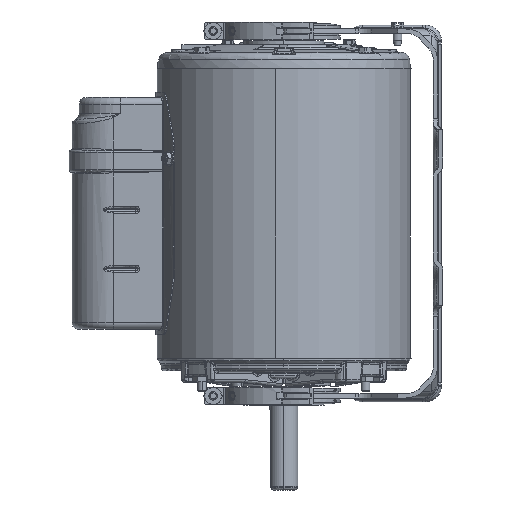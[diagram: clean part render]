
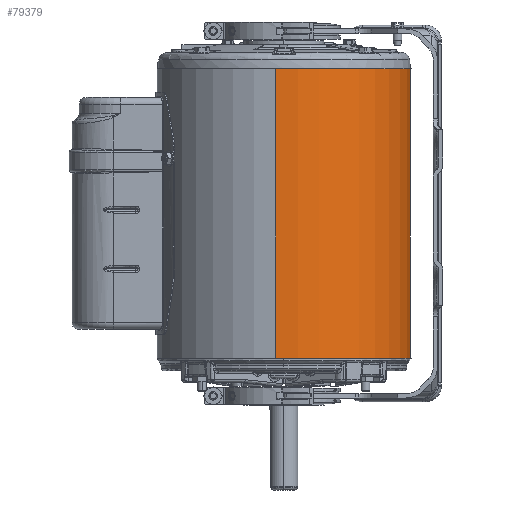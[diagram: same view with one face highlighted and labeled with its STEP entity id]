
A CAD part, left-side view. The second image highlights one B-rep face of the part: STEP entity #79379.
In plain terms, the highlighted cylindrical face has radius 71.399 mm (diameter 142.799 mm), a partial arc.
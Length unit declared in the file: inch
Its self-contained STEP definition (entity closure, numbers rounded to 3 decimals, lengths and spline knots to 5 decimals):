
#999 = ORIENTED_EDGE ( 'NONE', *, *, #34541, .F. ) ;
#4748 = DIRECTION ( 'NONE',  ( -0.998, 0.065, 0. ) ) ;
#5187 = ORIENTED_EDGE ( 'NONE', *, *, #18426, .T. ) ;
#5607 = CARTESIAN_POINT ( 'NONE',  ( -2.80498, 0.18385, 2.92 ) ) ;
#7890 = VERTEX_POINT ( 'NONE', #17889 ) ;
#10465 = LINE ( 'NONE', #11090, #72613 ) ;
#11090 = CARTESIAN_POINT ( 'NONE',  ( -0.18385, -2.80498, 9.4075 ) ) ;
#13062 = DIRECTION ( 'NONE',  ( 0., -1., 0. ) ) ;
#16153 = AXIS2_PLACEMENT_3D ( 'NONE', #37445, #52335, #13062 ) ;
#17889 = CARTESIAN_POINT ( 'NONE',  ( -2.80498, 0.18385, 9.345 ) ) ;
#18426 = EDGE_CURVE ( 'NONE', #7890, #82229, #73139, .T. ) ;
#31686 = EDGE_CURVE ( 'NONE', #76911, #82229, #102954, .T. ) ;
#34541 = EDGE_CURVE ( 'NONE', #104008, #76911, #10465, .T. ) ;
#37445 = CARTESIAN_POINT ( 'NONE',  ( 0., 0., 2.92 ) ) ;
#37610 = DIRECTION ( 'NONE',  ( 0., 0., -1. ) ) ;
#42915 = CARTESIAN_POINT ( 'NONE',  ( -0.18385, -2.80498, 9.345 ) ) ;
#46161 = AXIS2_PLACEMENT_3D ( 'NONE', #53194, #37610, #4748 ) ;
#51099 = DIRECTION ( 'NONE',  ( 0., 0., -1. ) ) ;
#51454 = CARTESIAN_POINT ( 'NONE',  ( -2.80498, 0.18385, 26.56704 ) ) ;
#51488 = VECTOR ( 'NONE', #51099, 39.37008 ) ;
#52335 = DIRECTION ( 'NONE',  ( 0., 0., -1. ) ) ;
#53194 = CARTESIAN_POINT ( 'NONE',  ( 0., 0., 26.56704 ) ) ;
#56686 = CYLINDRICAL_SURFACE ( 'NONE', #46161, 2.811 ) ;
#63614 = CARTESIAN_POINT ( 'NONE',  ( 0., 0., 9.345 ) ) ;
#64857 = CIRCLE ( 'NONE', #74631, 2.811 ) ;
#70423 = EDGE_LOOP ( 'NONE', ( #82557, #5187, #103039, #999 ) ) ;
#72613 = VECTOR ( 'NONE', #101501, 39.37008 ) ;
#73139 = LINE ( 'NONE', #51454, #51488 ) ;
#74631 = AXIS2_PLACEMENT_3D ( 'NONE', #63614, #87813, #79646 ) ;
#76911 = VERTEX_POINT ( 'NONE', #96550 ) ;
#79379 = ADVANCED_FACE ( 'NONE', ( #97414 ), #56686, .T. ) ;
#79646 = DIRECTION ( 'NONE',  ( 0., 1., 0. ) ) ;
#82229 = VERTEX_POINT ( 'NONE', #5607 ) ;
#82557 = ORIENTED_EDGE ( 'NONE', *, *, #98296, .F. ) ;
#87813 = DIRECTION ( 'NONE',  ( 0., 0., 1. ) ) ;
#96550 = CARTESIAN_POINT ( 'NONE',  ( -0.18385, -2.80498, 2.92 ) ) ;
#97414 = FACE_OUTER_BOUND ( 'NONE', #70423, .T. ) ;
#98296 = EDGE_CURVE ( 'NONE', #7890, #104008, #64857, .T. ) ;
#101501 = DIRECTION ( 'NONE',  ( 0., 0., -1. ) ) ;
#102954 = CIRCLE ( 'NONE', #16153, 2.811 ) ;
#103039 = ORIENTED_EDGE ( 'NONE', *, *, #31686, .F. ) ;
#104008 = VERTEX_POINT ( 'NONE', #42915 ) ;
